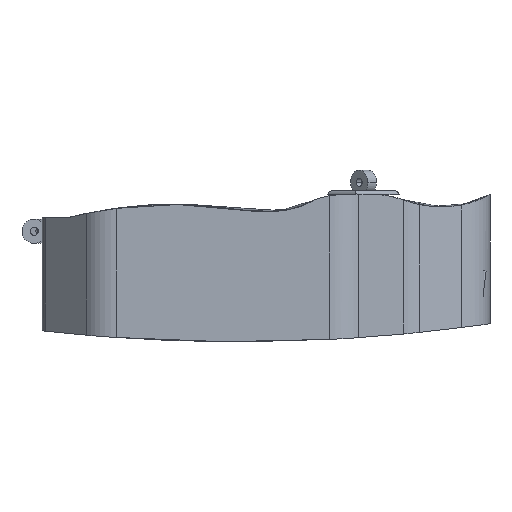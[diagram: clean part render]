
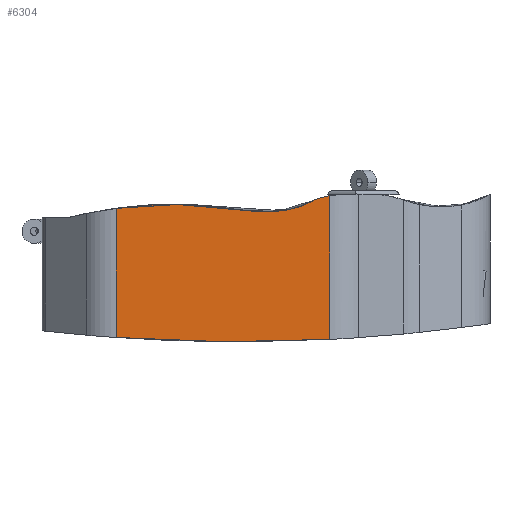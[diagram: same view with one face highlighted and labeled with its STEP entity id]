
A CAD part, left-side view. The second image highlights one B-rep face of the part: STEP entity #6304.
In plain terms, the highlighted planar face has unit normal (-1, 0, 0).
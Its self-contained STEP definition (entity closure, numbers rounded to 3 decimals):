
#119 = CARTESIAN_POINT ( 'NONE',  ( -53.305, -7.003, 18.051 ) ) ;
#131 = CARTESIAN_POINT ( 'NONE',  ( -53.305, -57.812, 22. ) ) ;
#149 = CARTESIAN_POINT ( 'NONE',  ( -53.305, -10.027, 18.698 ) ) ;
#180 = EDGE_CURVE ( 'NONE', #1522, #6117, #4286, .T. ) ;
#216 = CARTESIAN_POINT ( 'NONE',  ( -53.305, -4.957, 17.834 ) ) ;
#236 = ORIENTED_EDGE ( 'NONE', *, *, #180, .T. ) ;
#261 = FACE_OUTER_BOUND ( 'NONE', #309, .T. ) ;
#309 = EDGE_LOOP ( 'NONE', ( #236, #3180, #3411, #5815, #5898 ) ) ;
#648 = CARTESIAN_POINT ( 'NONE',  ( -53.305, -0.861, 17.778 ) ) ;
#681 = CARTESIAN_POINT ( 'NONE',  ( -53.305, -3.933, 17.786 ) ) ;
#713 = CARTESIAN_POINT ( 'NONE',  ( -53.305, 11.42, 19.209 ) ) ;
#721 = LINE ( 'NONE', #3783, #2191 ) ;
#746 = CARTESIAN_POINT ( 'NONE',  ( -53.305, -14.725, 20.716 ) ) ;
#1174 = CARTESIAN_POINT ( 'NONE',  ( -53.305, 17.591, 19.611 ) ) ;
#1199 = CARTESIAN_POINT ( 'NONE',  ( -53.305, 34.066, -13.098 ) ) ;
#1270 = EDGE_CURVE ( 'NONE', #6117, #1501, #3644, .T. ) ;
#1471 = B_SPLINE_CURVE_WITH_KNOTS ( 'NONE', 2,
 ( #1199, #3306, #6224 ),
 .UNSPECIFIED., .F., .F.,
 ( 3, 3 ),
 ( 0.202, 0.658 ),
 .UNSPECIFIED. ) ;
#1479 = DIRECTION ( 'NONE',  ( 0., 0., -1. ) ) ;
#1501 = VERTEX_POINT ( 'NONE', #5090 ) ;
#1522 = VERTEX_POINT ( 'NONE', #2068 ) ;
#1613 = DIRECTION ( 'NONE',  ( -1., 0., 0. ) ) ;
#1624 = DIRECTION ( 'NONE',  ( 1., 0., 0. ) ) ;
#1708 = CARTESIAN_POINT ( 'NONE',  ( -53.305, -12.425, 19.568 ) ) ;
#2068 = CARTESIAN_POINT ( 'NONE',  ( -53.305, -18.492, 21.729 ) ) ;
#2144 = CARTESIAN_POINT ( 'NONE',  ( -53.305, 29.975, 19.156 ) ) ;
#2191 = VECTOR ( 'NONE', #4843, 1000. ) ;
#2235 = CARTESIAN_POINT ( 'NONE',  ( -53.305, 13.473, 19.387 ) ) ;
#2266 = CARTESIAN_POINT ( 'NONE',  ( -53.305, 5.285, 18.426 ) ) ;
#2286 = PLANE ( 'NONE',  #4968 ) ;
#2704 = CARTESIAN_POINT ( 'NONE',  ( -53.305, -12.893, 19.774 ) ) ;
#2770 = CARTESIAN_POINT ( 'NONE',  ( -53.305, -13.587, 20.109 ) ) ;
#3063 = VERTEX_POINT ( 'NONE', #6072 ) ;
#3103 = LINE ( 'NONE', #5158, #4328 ) ;
#3179 = CARTESIAN_POINT ( 'NONE',  ( -53.305, -13.816, 20.225 ) ) ;
#3180 = ORIENTED_EDGE ( 'NONE', *, *, #1270, .T. ) ;
#3211 = CARTESIAN_POINT ( 'NONE',  ( -53.305, 7.327, 18.725 ) ) ;
#3245 = CARTESIAN_POINT ( 'NONE',  ( -53.305, -14.272, 20.465 ) ) ;
#3306 = CARTESIAN_POINT ( 'NONE',  ( -53.305, 7.741, -14.943 ) ) ;
#3409 = EDGE_CURVE ( 'NONE', #1501, #3063, #721, .T. ) ;
#3411 = ORIENTED_EDGE ( 'NONE', *, *, #3409, .T. ) ;
#3501 = CARTESIAN_POINT ( 'NONE',  ( -53.305, -14.725, 20.716 ) ) ;
#3644 = B_SPLINE_CURVE_WITH_KNOTS ( 'NONE', 3,
 ( #746, #6261, #3245, #3179, #2770, #2704, #1708, #3815, #149, #4772, #119, #216, #681, #648, #5267, #2266, #3211, #4800, #713, #2235, #4701, #1174, #4740, #4178, #2144, #3718 ),
 .UNSPECIFIED., .F., .F.,
 ( 4, 2, 2, 2, 2, 2, 2, 2, 2, 2, 2, 2, 4 ),
 ( 0., 0.001, 0.002, 0.003, 0.006, 0.009, 0.012, 0.018, 0.024, 0.028, 0.031, 0.037, 0.049 ),
 .UNSPECIFIED. ) ;
#3666 = DIRECTION ( 'NONE',  ( 0., 0., -1. ) ) ;
#3718 = CARTESIAN_POINT ( 'NONE',  ( -53.305, 34.066, 18.578 ) ) ;
#3783 = CARTESIAN_POINT ( 'NONE',  ( -53.305, 34.066, -12.782 ) ) ;
#3815 = CARTESIAN_POINT ( 'NONE',  ( -53.305, -11.001, 19.004 ) ) ;
#3962 = VERTEX_POINT ( 'NONE', #4107 ) ;
#4049 = DIRECTION ( 'NONE',  ( 0., 0., 1. ) ) ;
#4084 = EDGE_CURVE ( 'NONE', #3962, #1522, #3103, .T. ) ;
#4107 = CARTESIAN_POINT ( 'NONE',  ( -53.305, -18.492, -13.569 ) ) ;
#4137 = EDGE_CURVE ( 'NONE', #3063, #3962, #1471, .T. ) ;
#4178 = CARTESIAN_POINT ( 'NONE',  ( -53.305, 25.855, 19.513 ) ) ;
#4286 = CIRCLE ( 'NONE', #4814, 20. ) ;
#4328 = VECTOR ( 'NONE', #4049, 1000. ) ;
#4600 = CARTESIAN_POINT ( 'NONE',  ( -53.305, -21.774, 2. ) ) ;
#4701 = CARTESIAN_POINT ( 'NONE',  ( -53.305, 14.501, 19.457 ) ) ;
#4740 = CARTESIAN_POINT ( 'NONE',  ( -53.305, 19.66, 19.638 ) ) ;
#4772 = CARTESIAN_POINT ( 'NONE',  ( -53.305, -8.031, 18.222 ) ) ;
#4800 = CARTESIAN_POINT ( 'NONE',  ( -53.305, 10.396, 19.098 ) ) ;
#4814 = AXIS2_PLACEMENT_3D ( 'NONE', #4600, #1613, #1479 ) ;
#4843 = DIRECTION ( 'NONE',  ( 0., 0., -1. ) ) ;
#4968 = AXIS2_PLACEMENT_3D ( 'NONE', #131, #1624, #3666 ) ;
#5090 = CARTESIAN_POINT ( 'NONE',  ( -53.305, 34.066, 18.578 ) ) ;
#5158 = CARTESIAN_POINT ( 'NONE',  ( -53.305, -18.492, 22. ) ) ;
#5267 = CARTESIAN_POINT ( 'NONE',  ( -53.305, 1.191, 17.952 ) ) ;
#5815 = ORIENTED_EDGE ( 'NONE', *, *, #4137, .T. ) ;
#5898 = ORIENTED_EDGE ( 'NONE', *, *, #4084, .T. ) ;
#6072 = CARTESIAN_POINT ( 'NONE',  ( -53.305, 34.066, -13.098 ) ) ;
#6117 = VERTEX_POINT ( 'NONE', #3501 ) ;
#6224 = CARTESIAN_POINT ( 'NONE',  ( -53.305, -18.492, -13.569 ) ) ;
#6261 = CARTESIAN_POINT ( 'NONE',  ( -53.305, -14.498, 20.591 ) ) ;
#6304 = ADVANCED_FACE ( 'NONE', ( #261 ), #2286, .F. ) ;
